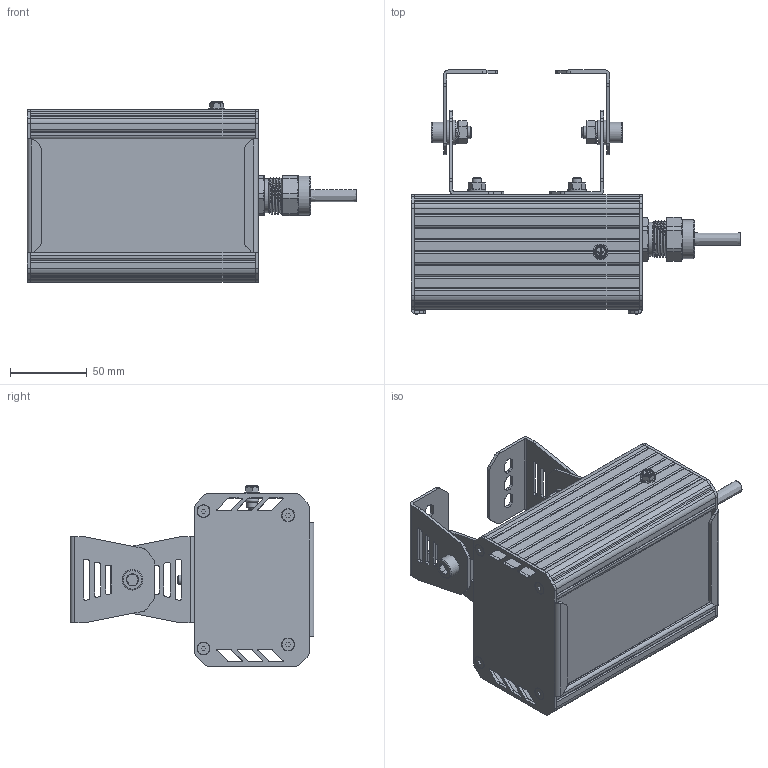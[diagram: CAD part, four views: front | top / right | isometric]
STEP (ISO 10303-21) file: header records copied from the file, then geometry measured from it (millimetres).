
FILE_DESCRIPTION(('STEP AP214'), '1');
FILE_NAME('001.0090.01.000 - ÃÑÏ-Ïðèìà-2Åõ-10', '2024-04-02T05:25:25', ('Åâãåíèé'), ('ÎÊÁ Ñâîé Ñòèëü'), 'C3D Converter', 'C3D Toolkit', '');
FILE_SCHEMA(('AUTOMOTIVE_DESIGN { 1 0 10303 214 3 1 1}'));
Length unit declared in the file: millimetre
Products named in the file (36): 001.0090.01.000; 001.0065.01.000
Assembly tree (57 placements, depth 3):
  001.0090.01.000
    (unnamed)
      (unnamed)  x4
      (unnamed)  x4
      (unnamed)
      (unnamed)
      (unnamed)
      (unnamed)
      (unnamed)
      (unnamed)
      (unnamed)
      (unnamed)
      (unnamed)
      (unnamed)
    (unnamed)
      (unnamed)  x3
      (unnamed)  x13
      (unnamed)
      (unnamed)
      (unnamed)
      (unnamed)
      (unnamed)
      (unnamed)
      (unnamed)
    (unnamed)
      (unnamed)
    001.0065.01.000  x2
      (unnamed)
      (unnamed)
      (unnamed)
      (unnamed)
      (unnamed)
      (unnamed)
      (unnamed)
      (unnamed)
      (unnamed)
Bounding box: 214 x 158.42 x 117.15 mm (x, y, z)
Volume: 347101.1 mm3; surface area: 309395.1 mm2
Topology: 74 solids, 74 shells, 1604 faces, 4174 edges, 2759 vertices
Faces by surface type: plane 909, cylinder 520, cone 145, bspline 23, torus 4, sphere 3
Full cylindrical faces by diameter (mm): 1 x3, 2 x2, 2.5 x4, 2.8 x25, 3.2 x3, 3.5 x5, 4 x9, 5 x3, 6 x5, 6.375 x2, 7 x2, 8 x12, 8.5 x8, 10 x1, 12 x2, 12.5 x1, 13 x1, 13.333 x2, 16 x5, 17 x1, 18 x1, 18.5 x1, 19 x1, 20 x1, 21.5 x1, 22 x2, 25.5 x1
Entity records: 87504 total; most frequent: CARTESIAN_POINT 38652, DIRECTION 7352, ORIENTED_EDGE 6062, EDGE_CURVE 3031, AXIS2_PLACEMENT_3D 2725, COLOUR_RGB 2367, PRESENTATION_STYLE_ASSIGNMENT 2367, VERTEX_POINT 2069
